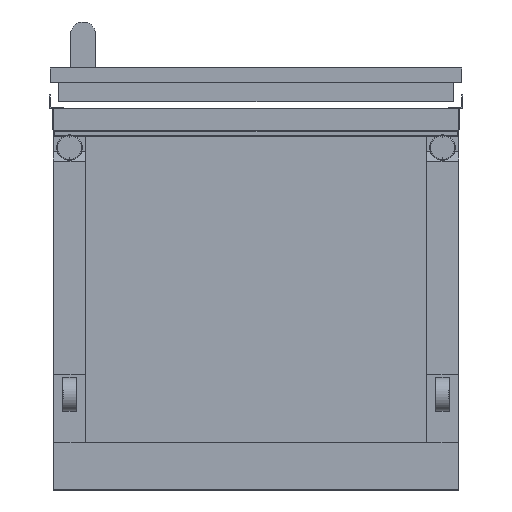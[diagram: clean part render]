
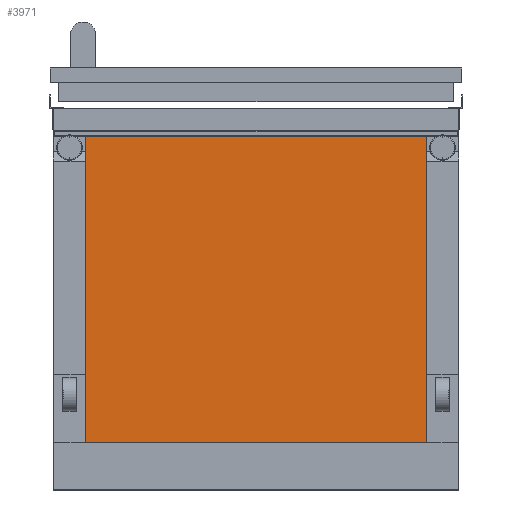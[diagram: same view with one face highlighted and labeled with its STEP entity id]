
A CAD part, front view. The second image highlights one B-rep face of the part: STEP entity #3971.
In plain terms, the highlighted planar face has unit normal (0, -1, 0).
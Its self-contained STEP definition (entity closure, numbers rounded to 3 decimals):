
#63 = CARTESIAN_POINT ( 'NONE',  ( -250.5, -1025.85, 240. ) ) ;
#360 = DIRECTION ( 'NONE',  ( 0., 0., 1. ) ) ;
#526 = CARTESIAN_POINT ( 'NONE',  ( 250.5, -1025.85, 240. ) ) ;
#1099 = VECTOR ( 'NONE', #7430, 1000. ) ;
#1749 = DIRECTION ( 'NONE',  ( 0., 0., 1. ) ) ;
#2373 = CARTESIAN_POINT ( 'NONE',  ( -297.5, -1025.85, -210.4 ) ) ;
#3314 = VECTOR ( 'NONE', #360, 1000. ) ;
#3772 = VECTOR ( 'NONE', #1749, 1000. ) ;
#3961 = VERTEX_POINT ( 'NONE', #6862 ) ;
#3971 = ADVANCED_FACE ( 'NONE', ( #5898 ), #4264, .F. ) ;
#4264 = PLANE ( 'NONE',  #8975 ) ;
#5099 = CARTESIAN_POINT ( 'NONE',  ( 250.5, -1025.85, -280. ) ) ;
#5152 = EDGE_CURVE ( 'NONE', #3961, #7759, #6296, .T. ) ;
#5216 = CARTESIAN_POINT ( 'NONE',  ( -250.5, -1025.85, -280. ) ) ;
#5550 = LINE ( 'NONE', #63, #1099 ) ;
#5898 = FACE_OUTER_BOUND ( 'NONE', #8877, .T. ) ;
#5925 = LINE ( 'NONE', #2373, #11834 ) ;
#6241 = DIRECTION ( 'NONE',  ( -1., 0., 0. ) ) ;
#6296 = LINE ( 'NONE', #7311, #3772 ) ;
#6609 = ORIENTED_EDGE ( 'NONE', *, *, #7522, .T. ) ;
#6862 = CARTESIAN_POINT ( 'NONE',  ( -250.5, -1025.85, -210.4 ) ) ;
#7066 = DIRECTION ( 'NONE',  ( 0., 1., 0. ) ) ;
#7241 = ORIENTED_EDGE ( 'NONE', *, *, #7245, .F. ) ;
#7245 = EDGE_CURVE ( 'NONE', #11888, #3961, #5925, .T. ) ;
#7311 = CARTESIAN_POINT ( 'NONE',  ( -250.5, -1025.85, -280. ) ) ;
#7430 = DIRECTION ( 'NONE',  ( -1., 0., 0. ) ) ;
#7522 = EDGE_CURVE ( 'NONE', #9437, #7759, #5550, .T. ) ;
#7759 = VERTEX_POINT ( 'NONE', #10795 ) ;
#8877 = EDGE_LOOP ( 'NONE', ( #9410, #6609, #9198, #7241 ) ) ;
#8975 = AXIS2_PLACEMENT_3D ( 'NONE', #5216, #7066, #10772 ) ;
#9198 = ORIENTED_EDGE ( 'NONE', *, *, #5152, .F. ) ;
#9410 = ORIENTED_EDGE ( 'NONE', *, *, #10023, .T. ) ;
#9437 = VERTEX_POINT ( 'NONE', #526 ) ;
#9983 = LINE ( 'NONE', #5099, #3314 ) ;
#10023 = EDGE_CURVE ( 'NONE', #11888, #9437, #9983, .T. ) ;
#10655 = CARTESIAN_POINT ( 'NONE',  ( 250.5, -1025.85, -210.4 ) ) ;
#10772 = DIRECTION ( 'NONE',  ( 0., 0., 1. ) ) ;
#10795 = CARTESIAN_POINT ( 'NONE',  ( -250.5, -1025.85, 240. ) ) ;
#11834 = VECTOR ( 'NONE', #6241, 1000. ) ;
#11888 = VERTEX_POINT ( 'NONE', #10655 ) ;
